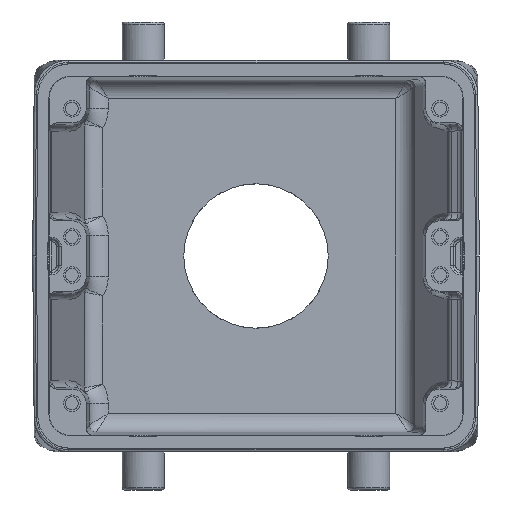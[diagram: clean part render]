
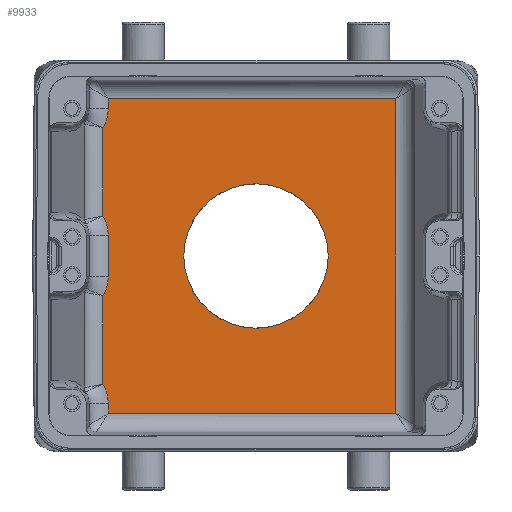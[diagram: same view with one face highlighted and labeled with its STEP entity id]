
A CAD part, front view. The second image highlights one B-rep face of the part: STEP entity #9933.
In plain terms, the highlighted planar face has unit normal (0, -1, 0).
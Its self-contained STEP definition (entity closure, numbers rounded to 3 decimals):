
#1215=CARTESIAN_POINT('',(-38.75,40.,-31.));
#1216=DIRECTION('',(0.,-1.,0.));
#1217=DIRECTION('',(1.,0.,0.));
#1218=AXIS2_PLACEMENT_3D('',#1215,#1216,#1217);
#1220=CARTESIAN_POINT('',(-38.75,40.,-4.4));
#1221=DIRECTION('',(0.,-1.,0.));
#1222=DIRECTION('',(0.853,0.,-0.521));
#1223=AXIS2_PLACEMENT_3D('',#1220,#1221,#1222);
#1225=CARTESIAN_POINT('',(-38.75,40.,4.4));
#1226=DIRECTION('',(0.,-1.,0.));
#1227=DIRECTION('',(1.,0.,0.));
#1228=AXIS2_PLACEMENT_3D('',#1225,#1226,#1227);
#1230=CARTESIAN_POINT('',(-38.75,40.,31.));
#1231=DIRECTION('',(0.,-1.,0.));
#1232=DIRECTION('',(0.853,0.,-0.521));
#1233=AXIS2_PLACEMENT_3D('',#1230,#1231,#1232);
#1235=CARTESIAN_POINT('',(0.,40.,0.));
#1236=DIRECTION('',(0.,-1.,0.));
#1237=DIRECTION('',(1.,0.,0.));
#1238=AXIS2_PLACEMENT_3D('',#1235,#1236,#1237);
#1240=CARTESIAN_POINT('',(0.,40.,0.));
#1241=DIRECTION('',(0.,-1.,0.));
#1242=DIRECTION('',(-1.,0.,0.));
#1243=AXIS2_PLACEMENT_3D('',#1240,#1241,#1242);
#1260=DIRECTION('',(-1.,0.,0.));
#1261=VECTOR('',#1260,60.552);
#1262=CARTESIAN_POINT('',(29.448,40.,33.104));
#1263=LINE('',#1262,#1261);
#1293=DIRECTION('',(0.,0.,1.));
#1294=VECTOR('',#1293,66.208);
#1295=CARTESIAN_POINT('',(29.448,40.,-33.104));
#1296=LINE('',#1295,#1294);
#1326=DIRECTION('',(1.,0.,0.));
#1327=VECTOR('',#1326,60.552);
#1328=CARTESIAN_POINT('',(-31.104,40.,-33.104));
#1329=LINE('',#1328,#1327);
#3131=DIRECTION('',(0.,0.,-1.));
#3132=VECTOR('',#3131,8.8);
#3133=CARTESIAN_POINT('',(-31.104,40.,4.4));
#3134=LINE('',#3133,#3132);
#3459=DIRECTION('',(0.,0.,-1.));
#3460=VECTOR('',#3459,2.104);
#3461=CARTESIAN_POINT('',(-31.104,40.,-31.));
#3462=LINE('',#3461,#3460);
#3530=DIRECTION('',(0.,0.,-1.));
#3531=VECTOR('',#3530,18.63);
#3532=CARTESIAN_POINT('',(-32.225,40.,-8.385));
#3533=LINE('',#3532,#3531);
#3726=DIRECTION('',(0.,0.,-1.));
#3727=VECTOR('',#3726,18.63);
#3728=CARTESIAN_POINT('',(-32.225,40.,27.015));
#3729=LINE('',#3728,#3727);
#3741=DIRECTION('',(0.,0.,-1.));
#3742=VECTOR('',#3741,2.104);
#3743=CARTESIAN_POINT('',(-31.104,40.,33.104));
#3744=LINE('',#3743,#3742);
#7092=CARTESIAN_POINT('',(-15.2,40.,0.));
#7093=VERTEX_POINT('',#7092);
#7094=CARTESIAN_POINT('',(15.2,40.,0.));
#7095=VERTEX_POINT('',#7094);
#7096=CARTESIAN_POINT('',(29.448,40.,33.104));
#7097=CARTESIAN_POINT('',(-31.104,40.,33.104));
#7098=VERTEX_POINT('',#7096);
#7099=VERTEX_POINT('',#7097);
#7100=CARTESIAN_POINT('',(29.448,40.,-33.104));
#7101=VERTEX_POINT('',#7100);
#7102=CARTESIAN_POINT('',(-31.104,40.,-33.104));
#7103=VERTEX_POINT('',#7102);
#7104=CARTESIAN_POINT('',(-31.104,40.,-31.));
#7105=VERTEX_POINT('',#7104);
#7106=CARTESIAN_POINT('',(-32.225,40.,-27.015));
#7107=VERTEX_POINT('',#7106);
#7108=CARTESIAN_POINT('',(-32.225,40.,-8.385));
#7109=VERTEX_POINT('',#7108);
#7110=CARTESIAN_POINT('',(-31.104,40.,-4.4));
#7111=VERTEX_POINT('',#7110);
#7112=CARTESIAN_POINT('',(-31.104,40.,4.4));
#7113=VERTEX_POINT('',#7112);
#7114=CARTESIAN_POINT('',(-32.225,40.,8.385));
#7115=VERTEX_POINT('',#7114);
#7116=CARTESIAN_POINT('',(-32.225,40.,27.015));
#7117=VERTEX_POINT('',#7116);
#7118=CARTESIAN_POINT('',(-31.104,40.,31.));
#7119=VERTEX_POINT('',#7118);
#9898=CARTESIAN_POINT('',(32.925,40.,-37.75));
#9899=DIRECTION('',(0.,1.,0.));
#9900=DIRECTION('',(-1.,0.,0.));
#9901=AXIS2_PLACEMENT_3D('',#9898,#9899,#9900);
#9902=PLANE('',#9901);
#9904=ORIENTED_EDGE('',*,*,#9903,.F.);
#9906=ORIENTED_EDGE('',*,*,#9905,.F.);
#9908=ORIENTED_EDGE('',*,*,#9907,.F.);
#9910=ORIENTED_EDGE('',*,*,#9909,.F.);
#9912=ORIENTED_EDGE('',*,*,#9911,.T.);
#9914=ORIENTED_EDGE('',*,*,#9913,.F.);
#9916=ORIENTED_EDGE('',*,*,#9915,.T.);
#9918=ORIENTED_EDGE('',*,*,#9917,.F.);
#9920=ORIENTED_EDGE('',*,*,#9919,.T.);
#9922=ORIENTED_EDGE('',*,*,#9921,.F.);
#9924=ORIENTED_EDGE('',*,*,#9923,.T.);
#9926=ORIENTED_EDGE('',*,*,#9925,.F.);
#9927=EDGE_LOOP('',(#9904,#9906,#9908,#9910,#9912,#9914,#9916,#9918,#9920,#9922,
#9924,#9926));
#9928=FACE_OUTER_BOUND('',#9927,.F.);
#9929=ORIENTED_EDGE('',*,*,#9878,.T.);
#9930=ORIENTED_EDGE('',*,*,#9892,.T.);
#9931=EDGE_LOOP('',(#9929,#9930));
#9932=FACE_BOUND('',#9931,.F.);
#9933=ADVANCED_FACE('',(#9928,#9932),#9902,.F.);
#1219=CIRCLE('',#1218,7.646);
#1224=CIRCLE('',#1223,7.646);
#1229=CIRCLE('',#1228,7.646);
#1234=CIRCLE('',#1233,7.646);
#1239=CIRCLE('',#1238,15.2);
#1244=CIRCLE('',#1243,15.2);
#9878=EDGE_CURVE('',#7095,#7093,#1239,.T.);
#9892=EDGE_CURVE('',#7093,#7095,#1244,.T.);
#9903=EDGE_CURVE('',#7098,#7099,#1263,.T.);
#9905=EDGE_CURVE('',#7101,#7098,#1296,.T.);
#9907=EDGE_CURVE('',#7103,#7101,#1329,.T.);
#9909=EDGE_CURVE('',#7105,#7103,#3462,.T.);
#9911=EDGE_CURVE('',#7105,#7107,#1219,.T.);
#9913=EDGE_CURVE('',#7109,#7107,#3533,.T.);
#9915=EDGE_CURVE('',#7109,#7111,#1224,.T.);
#9917=EDGE_CURVE('',#7113,#7111,#3134,.T.);
#9919=EDGE_CURVE('',#7113,#7115,#1229,.T.);
#9921=EDGE_CURVE('',#7117,#7115,#3729,.T.);
#9923=EDGE_CURVE('',#7117,#7119,#1234,.T.);
#9925=EDGE_CURVE('',#7099,#7119,#3744,.T.);
